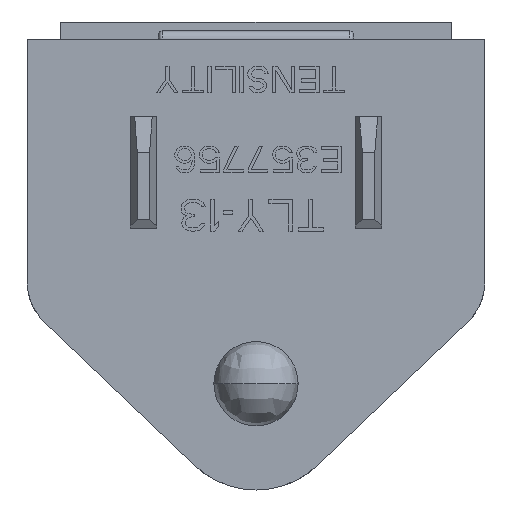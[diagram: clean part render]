
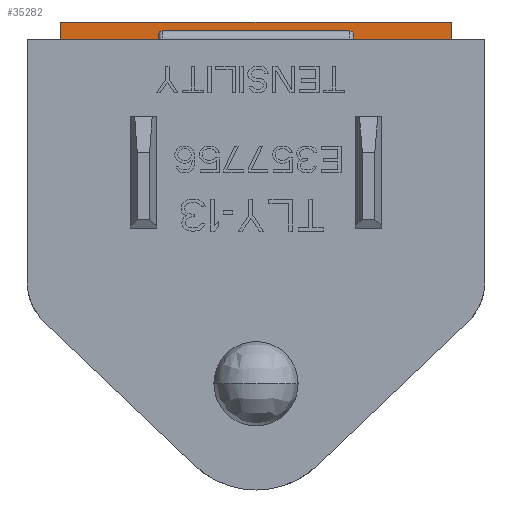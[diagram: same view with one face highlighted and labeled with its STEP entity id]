
A CAD part, left-side view. The second image highlights one B-rep face of the part: STEP entity #35282.
In plain terms, the highlighted planar face has unit normal (-1, 0, 0).
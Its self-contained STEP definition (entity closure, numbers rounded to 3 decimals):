
#373 = DIRECTION ( 'NONE',  ( 0., 0., 1. ) ) ;
#2084 = EDGE_LOOP ( 'NONE', ( #53634, #40441, #46908, #13740 ) ) ;
#4493 = CARTESIAN_POINT ( 'NONE',  ( 22., 11., 16. ) ) ;
#4825 = EDGE_CURVE ( 'NONE', #45297, #31757, #19791, .T. ) ;
#6140 = DIRECTION ( 'NONE',  ( 0., 1., 0. ) ) ;
#10385 = PLANE ( 'NONE',  #23266 ) ;
#10834 = VECTOR ( 'NONE', #6140, 1000. ) ;
#13740 = ORIENTED_EDGE ( 'NONE', *, *, #24292, .T. ) ;
#14189 = EDGE_CURVE ( 'NONE', #31757, #24293, #43170, .T. ) ;
#14479 = DIRECTION ( 'NONE',  ( 1., 0., 0. ) ) ;
#17482 = CARTESIAN_POINT ( 'NONE',  ( 22., -11., 16. ) ) ;
#18919 = CARTESIAN_POINT ( 'NONE',  ( 22., -11., 16. ) ) ;
#19791 = LINE ( 'NONE', #35630, #40863 ) ;
#23106 = DIRECTION ( 'NONE',  ( 0., 1., 0. ) ) ;
#23266 = AXIS2_PLACEMENT_3D ( 'NONE', #48419, #14479, #36272 ) ;
#24292 = EDGE_CURVE ( 'NONE', #45297, #53210, #53198, .T. ) ;
#24293 = VERTEX_POINT ( 'NONE', #4493 ) ;
#28091 = LINE ( 'NONE', #18919, #10834 ) ;
#31757 = VERTEX_POINT ( 'NONE', #34005 ) ;
#33261 = CARTESIAN_POINT ( 'NONE',  ( 22., -11., 15. ) ) ;
#34005 = CARTESIAN_POINT ( 'NONE',  ( 22., 11., 15. ) ) ;
#35282 = ADVANCED_FACE ( 'NONE', ( #46447 ), #10385, .F. ) ;
#35630 = CARTESIAN_POINT ( 'NONE',  ( 22., -11., 15. ) ) ;
#35942 = VECTOR ( 'NONE', #47377, 1000. ) ;
#36272 = DIRECTION ( 'NONE',  ( 0., 1., 0. ) ) ;
#38103 = CARTESIAN_POINT ( 'NONE',  ( 22., -11., 15. ) ) ;
#40441 = ORIENTED_EDGE ( 'NONE', *, *, #14189, .F. ) ;
#40863 = VECTOR ( 'NONE', #23106, 1000. ) ;
#43170 = LINE ( 'NONE', #51447, #35942 ) ;
#43230 = EDGE_CURVE ( 'NONE', #53210, #24293, #28091, .T. ) ;
#45297 = VERTEX_POINT ( 'NONE', #33261 ) ;
#46447 = FACE_OUTER_BOUND ( 'NONE', #2084, .T. ) ;
#46908 = ORIENTED_EDGE ( 'NONE', *, *, #4825, .F. ) ;
#47201 = VECTOR ( 'NONE', #373, 1000. ) ;
#47377 = DIRECTION ( 'NONE',  ( 0., 0., 1. ) ) ;
#48419 = CARTESIAN_POINT ( 'NONE',  ( 22., -11., 15. ) ) ;
#51447 = CARTESIAN_POINT ( 'NONE',  ( 22., 11., 15. ) ) ;
#53198 = LINE ( 'NONE', #38103, #47201 ) ;
#53210 = VERTEX_POINT ( 'NONE', #17482 ) ;
#53634 = ORIENTED_EDGE ( 'NONE', *, *, #43230, .T. ) ;
